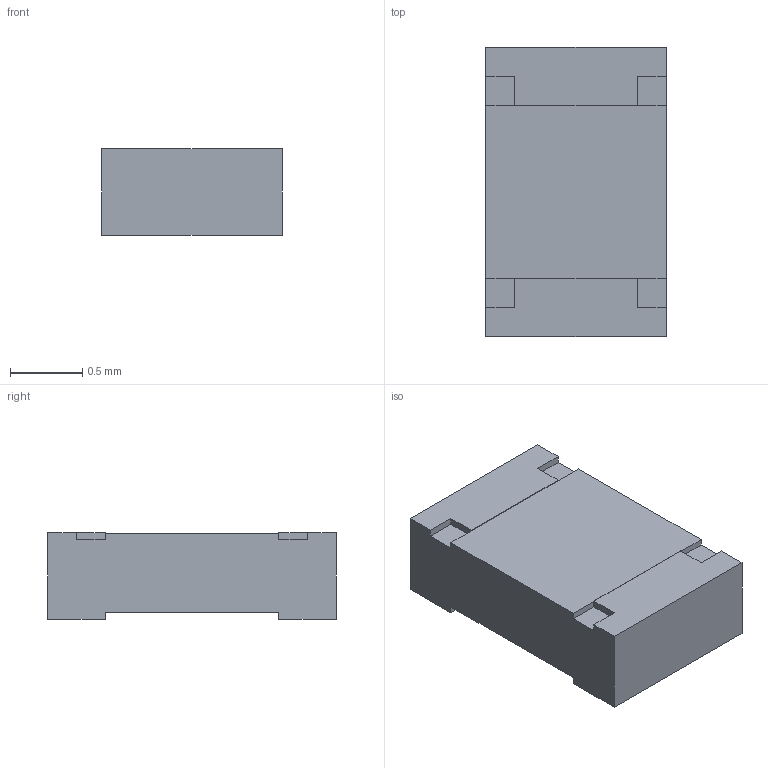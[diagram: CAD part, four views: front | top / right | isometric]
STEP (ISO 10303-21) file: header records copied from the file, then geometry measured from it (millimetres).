
FILE_DESCRIPTION((''),'2;1');
FILE_NAME('RES_CHIP_0805_','2010-09-22T',('Birte'),(''),'PRO/ENGINEER BY PARAMETRIC TECHNOLOGY CORPORATION, 2008090','PRO/ENGINEER BY PARAMETRIC TECHNOLOGY CORPORATION, 2008090','');
FILE_SCHEMA(('AUTOMOTIVE_DESIGN_CC2 { 1 2 10303 214 -1 1 5 2 }'));
Length unit declared in the file: millimetre
Products named in the file (1): RES_CHIP_0805_
Bounding box: 1.25 x 2 x 0.6 mm (x, y, z)
Volume: 1.4 mm3; surface area: 9 mm2
Topology: 1 solids, 1 shells, 30 faces, 80 edges, 52 vertices
Faces by surface type: plane 30
Entity records: 1204 total; most frequent: CARTESIAN_POINT 163, ORIENTED_EDGE 160, DIRECTION 142, PRESENTATION_STYLE_ASSIGNMENT 83, STYLED_ITEM 82, CURVE_STYLE 81, VECTOR 80, LINE 80
